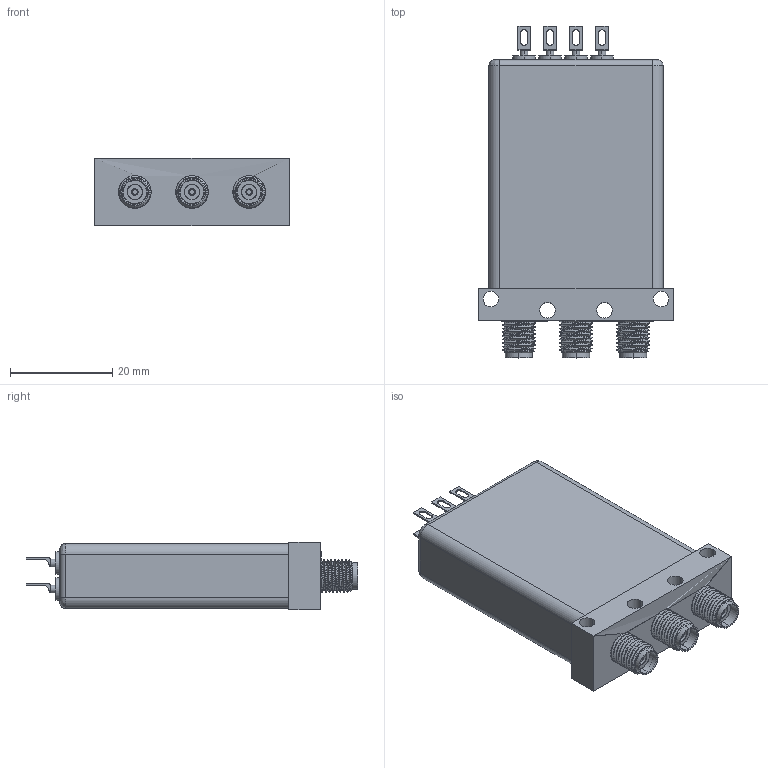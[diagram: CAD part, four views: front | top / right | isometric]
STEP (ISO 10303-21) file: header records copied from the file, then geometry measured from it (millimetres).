
FILE_DESCRIPTION (( 'STEP AP214' ), '1' );
FILE_NAME ('FMSW7285_3D.step', '2023-05-10T16:14:45', ( '' ), ( '' ), 'SwSTEP 2.0', 'SolidWorks 2022', '' );
FILE_SCHEMA (( 'AUTOMOTIVE_DESIGN' ));
Length unit declared in the file: inch
Products named in the file (4): FMSW7285_3D; Copy of R08121-e360_-007_1^FMSW7285; Copy of R040691-e360_-03_1^FMSW7285; Copy of K12-LAQT0S Rev.A_12S-M2L5-4312-T_1^FMSW7285
Assembly tree (9 placements, depth 2):
  FMSW7285_3D
    Copy of K12-LAQT0S Rev.A_12S-M2L5-4312-T_1^FMSW7285
    Copy of R08121-e360_-007_1^FMSW7285
    Copy of R040691-e360_-03_1^FMSW7285  x7
Bounding box: 38.1 x 64.93 x 13.21 mm (x, y, z)
Volume: 2371.7 mm3; surface area: 12556.1 mm2
Topology: 8 solids, 10 shells, 461 faces, 1174 edges, 760 vertices
Faces by surface type: cylinder 230, plane 178, bspline 29, cone 24
Entity records: 14562 total; most frequent: CARTESIAN_POINT 7622, ORIENTED_EDGE 1484, DIRECTION 1360, EDGE_CURVE 748, AXIS2_PLACEMENT_3D 526, VERTEX_POINT 484, EDGE_LOOP 333, LINE 308
